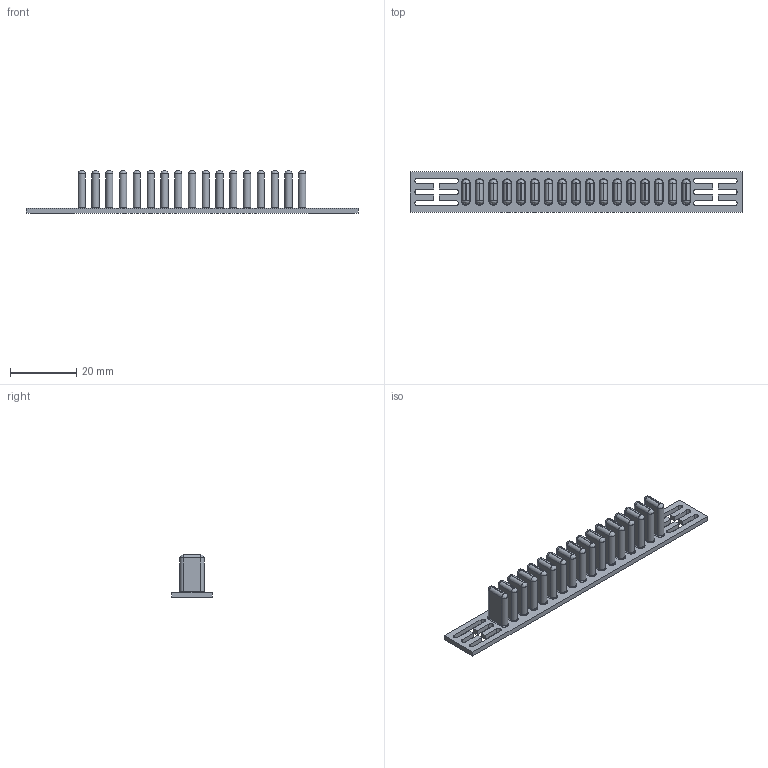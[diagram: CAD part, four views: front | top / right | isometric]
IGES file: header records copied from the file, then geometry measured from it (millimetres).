
Start section: SolidWorks IGES file using analytic representation for surfaces
Global section: file name: HE_SB_RB1_1,6mm.IGS; native system: SolidWorks 2020; preprocessor: SolidWorks 2020; author: ngoc-lan.lussan; date: 210521.154031; units: millimetre
Bounding box: 100 x 12.15 x 12.9 mm (x, y, z)
Surface area: 5931.5 mm2 (no closed solid volume)
Topology: 0 solids, 0 shells, 289 faces, 2348 edges, 2348 vertices
Faces by surface type: bspline 153, revolution 136
